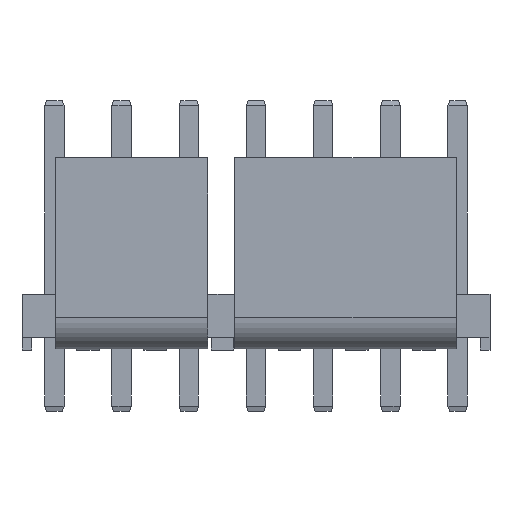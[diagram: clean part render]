
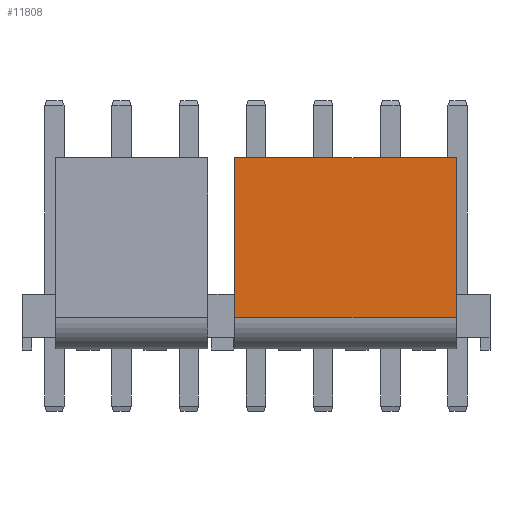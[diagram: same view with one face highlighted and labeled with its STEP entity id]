
A CAD part, front view. The second image highlights one B-rep face of the part: STEP entity #11808.
In plain terms, the highlighted planar face has unit normal (0, -1, 0).
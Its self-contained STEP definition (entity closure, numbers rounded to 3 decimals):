
#2031 = PLANE('',#2032);
#2032 = AXIS2_PLACEMENT_3D('',#2033,#2034,#2035);
#2033 = CARTESIAN_POINT('',(23.685,-4.9,13.935));
#2034 = DIRECTION('',(-1.,0.,0.));
#2035 = DIRECTION('',(-0.,0.,-1.));
#2421 = PLANE('',#2422);
#2422 = AXIS2_PLACEMENT_3D('',#2423,#2424,#2425);
#2423 = CARTESIAN_POINT('',(10.617,-4.9,-0.695));
#2424 = DIRECTION('',(1.,0.,0.));
#2425 = DIRECTION('',(0.,0.,1.));
#6778 = EDGE_CURVE('',#6779,#6781,#6783,.T.);
#6779 = VERTEX_POINT('',#6780);
#6780 = CARTESIAN_POINT('',(10.617,-4.9,1.91));
#6781 = VERTEX_POINT('',#6782);
#6782 = CARTESIAN_POINT('',(10.617,-4.9,11.33));
#6783 = SURFACE_CURVE('',#6784,(#6788,#6795),.PCURVE_S1.);
#6784 = LINE('',#6785,#6786);
#6785 = CARTESIAN_POINT('',(10.617,-4.9,-0.695));
#6786 = VECTOR('',#6787,1.);
#6787 = DIRECTION('',(0.,0.,1.));
#6788 = PCURVE('',#2421,#6789);
#6789 = DEFINITIONAL_REPRESENTATION('',(#6790),#6794);
#6790 = LINE('',#6791,#6792);
#6791 = CARTESIAN_POINT('',(0.,0.));
#6792 = VECTOR('',#6793,1.);
#6793 = DIRECTION('',(1.,0.));
#6794 = ( GEOMETRIC_REPRESENTATION_CONTEXT(2)
PARAMETRIC_REPRESENTATION_CONTEXT() REPRESENTATION_CONTEXT('2D SPACE',''
) );
#6795 = PCURVE('',#6796,#6801);
#6796 = PLANE('',#6797);
#6797 = AXIS2_PLACEMENT_3D('',#6798,#6799,#6800);
#6798 = CARTESIAN_POINT('',(25.665,-4.9,11.33));
#6799 = DIRECTION('',(0.,-1.,0.));
#6800 = DIRECTION('',(-0.,0.,-1.));
#6801 = DEFINITIONAL_REPRESENTATION('',(#6802),#6806);
#6802 = LINE('',#6803,#6804);
#6803 = CARTESIAN_POINT('',(12.025,-15.048));
#6804 = VECTOR('',#6805,1.);
#6805 = DIRECTION('',(-1.,0.));
#6806 = ( GEOMETRIC_REPRESENTATION_CONTEXT(2)
PARAMETRIC_REPRESENTATION_CONTEXT() REPRESENTATION_CONTEXT('2D SPACE',''
) );
#6825 = CYLINDRICAL_SURFACE('',#6826,1.948);
#6826 = AXIS2_PLACEMENT_3D('',#6827,#6828,#6829);
#6827 = CARTESIAN_POINT('',(25.665,-2.953,1.947));
#6828 = DIRECTION('',(1.,0.,0.));
#6829 = DIRECTION('',(0.,-1.,
-0.019));
#7057 = PLANE('',#7058);
#7058 = AXIS2_PLACEMENT_3D('',#7059,#7060,#7061);
#7059 = CARTESIAN_POINT('',(25.665,-4.13,11.33));
#7060 = DIRECTION('',(0.,0.,1.));
#7061 = DIRECTION('',(0.,-1.,0.));
#7611 = EDGE_CURVE('',#7612,#7614,#7616,.T.);
#7612 = VERTEX_POINT('',#7613);
#7613 = CARTESIAN_POINT('',(23.685,-4.9,11.33));
#7614 = VERTEX_POINT('',#7615);
#7615 = CARTESIAN_POINT('',(23.685,-4.9,1.91));
#7616 = SURFACE_CURVE('',#7617,(#7621,#7628),.PCURVE_S1.);
#7617 = LINE('',#7618,#7619);
#7618 = CARTESIAN_POINT('',(23.685,-4.9,13.935));
#7619 = VECTOR('',#7620,1.);
#7620 = DIRECTION('',(0.,-0.,-1.));
#7621 = PCURVE('',#2031,#7622);
#7622 = DEFINITIONAL_REPRESENTATION('',(#7623),#7627);
#7623 = LINE('',#7624,#7625);
#7624 = CARTESIAN_POINT('',(0.,0.));
#7625 = VECTOR('',#7626,1.);
#7626 = DIRECTION('',(1.,0.));
#7627 = ( GEOMETRIC_REPRESENTATION_CONTEXT(2)
PARAMETRIC_REPRESENTATION_CONTEXT() REPRESENTATION_CONTEXT('2D SPACE',''
) );
#7628 = PCURVE('',#6796,#7629);
#7629 = DEFINITIONAL_REPRESENTATION('',(#7630),#7634);
#7630 = LINE('',#7631,#7632);
#7631 = CARTESIAN_POINT('',(-2.605,-1.98));
#7632 = VECTOR('',#7633,1.);
#7633 = DIRECTION('',(1.,0.));
#7634 = ( GEOMETRIC_REPRESENTATION_CONTEXT(2)
PARAMETRIC_REPRESENTATION_CONTEXT() REPRESENTATION_CONTEXT('2D SPACE',''
) );
#11808 = ADVANCED_FACE('',(#11809),#6796,.T.);
#11809 = FACE_BOUND('',#11810,.T.);
#11810 = EDGE_LOOP('',(#11811,#11812,#11833,#11834));
#11811 = ORIENTED_EDGE('',*,*,#7611,.F.);
#11812 = ORIENTED_EDGE('',*,*,#11813,.T.);
#11813 = EDGE_CURVE('',#7612,#6781,#11814,.T.);
#11814 = SURFACE_CURVE('',#11815,(#11819,#11826),.PCURVE_S1.);
#11815 = LINE('',#11816,#11817);
#11816 = CARTESIAN_POINT('',(25.665,-4.9,11.33));
#11817 = VECTOR('',#11818,1.);
#11818 = DIRECTION('',(-1.,0.,0.));
#11819 = PCURVE('',#6796,#11820);
#11820 = DEFINITIONAL_REPRESENTATION('',(#11821),#11825);
#11821 = LINE('',#11822,#11823);
#11822 = CARTESIAN_POINT('',(0.,0.));
#11823 = VECTOR('',#11824,1.);
#11824 = DIRECTION('',(0.,-1.));
#11825 = ( GEOMETRIC_REPRESENTATION_CONTEXT(2)
PARAMETRIC_REPRESENTATION_CONTEXT() REPRESENTATION_CONTEXT('2D SPACE',''
) );
#11826 = PCURVE('',#7057,#11827);
#11827 = DEFINITIONAL_REPRESENTATION('',(#11828),#11832);
#11828 = LINE('',#11829,#11830);
#11829 = CARTESIAN_POINT('',(0.77,0.));
#11830 = VECTOR('',#11831,1.);
#11831 = DIRECTION('',(0.,-1.));
#11832 = ( GEOMETRIC_REPRESENTATION_CONTEXT(2)
PARAMETRIC_REPRESENTATION_CONTEXT() REPRESENTATION_CONTEXT('2D SPACE',''
) );
#11833 = ORIENTED_EDGE('',*,*,#6778,.F.);
#11834 = ORIENTED_EDGE('',*,*,#11835,.F.);
#11835 = EDGE_CURVE('',#7614,#6779,#11836,.T.);
#11836 = SURFACE_CURVE('',#11837,(#11841,#11848),.PCURVE_S1.);
#11837 = LINE('',#11838,#11839);
#11838 = CARTESIAN_POINT('',(25.665,-4.9,1.91));
#11839 = VECTOR('',#11840,1.);
#11840 = DIRECTION('',(-1.,0.,0.));
#11841 = PCURVE('',#6796,#11842);
#11842 = DEFINITIONAL_REPRESENTATION('',(#11843),#11847);
#11843 = LINE('',#11844,#11845);
#11844 = CARTESIAN_POINT('',(9.42,0.));
#11845 = VECTOR('',#11846,1.);
#11846 = DIRECTION('',(0.,-1.));
#11847 = ( GEOMETRIC_REPRESENTATION_CONTEXT(2)
PARAMETRIC_REPRESENTATION_CONTEXT() REPRESENTATION_CONTEXT('2D SPACE',''
) );
#11848 = PCURVE('',#6825,#11849);
#11849 = DEFINITIONAL_REPRESENTATION('',(#11850),#11854);
#11850 = LINE('',#11851,#11852);
#11851 = CARTESIAN_POINT('',(0.,0.));
#11852 = VECTOR('',#11853,1.);
#11853 = DIRECTION('',(0.,-1.));
#11854 = ( GEOMETRIC_REPRESENTATION_CONTEXT(2)
PARAMETRIC_REPRESENTATION_CONTEXT() REPRESENTATION_CONTEXT('2D SPACE',''
) );
